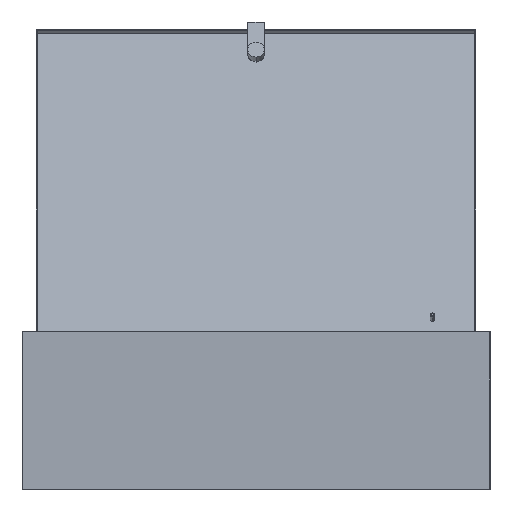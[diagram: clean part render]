
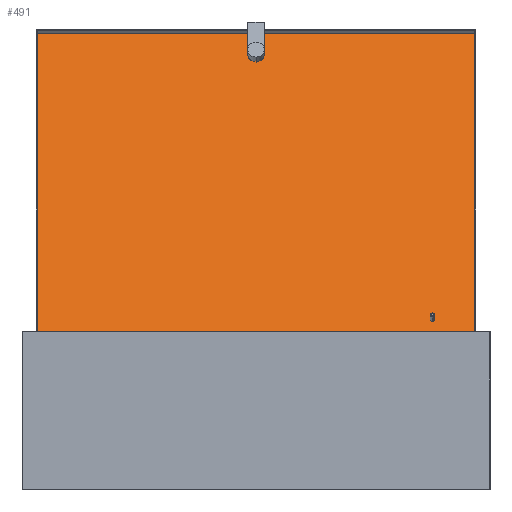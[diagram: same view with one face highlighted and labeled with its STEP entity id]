
A CAD part, left-side view. The second image highlights one B-rep face of the part: STEP entity #491.
In plain terms, the highlighted face is planar.
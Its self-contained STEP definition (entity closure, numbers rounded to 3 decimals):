
#69 = DIRECTION ( 'NONE',  ( 1., 0., 0. ) ) ;
#138 = CARTESIAN_POINT ( 'NONE',  ( 0., -304., -1. ) ) ;
#491 = ADVANCED_FACE ( 'NONE', ( #724, #1927, #5203 ), #4689, .F. ) ;
#499 = CIRCLE ( 'NONE', #2431, 11.5 ) ;
#508 = EDGE_CURVE ( 'NONE', #4811, #2491, #3369, .T. ) ;
#513 = CARTESIAN_POINT ( 'NONE',  ( -228.5, 304., -1. ) ) ;
#550 = CIRCLE ( 'NONE', #658, 11.5 ) ;
#580 = LINE ( 'NONE', #5061, #1625 ) ;
#624 = CARTESIAN_POINT ( 'NONE',  ( -228.5, -304., -1. ) ) ;
#636 = DIRECTION ( 'NONE',  ( 0., -1., 0. ) ) ;
#658 = AXIS2_PLACEMENT_3D ( 'NONE', #4916, #2147, #69 ) ;
#724 = FACE_BOUND ( 'NONE', #1234, .T. ) ;
#1000 = DIRECTION ( 'NONE',  ( 0., 1., 0. ) ) ;
#1140 = DIRECTION ( 'NONE',  ( 0., 0., 1. ) ) ;
#1153 = VERTEX_POINT ( 'NONE', #1748 ) ;
#1234 = EDGE_LOOP ( 'NONE', ( #4912, #3351 ) ) ;
#1298 = ORIENTED_EDGE ( 'NONE', *, *, #1940, .F. ) ;
#1573 = DIRECTION ( 'NONE',  ( 1., 0., 0. ) ) ;
#1589 = CARTESIAN_POINT ( 'NONE',  ( 191.5, -245., -1. ) ) ;
#1600 = DIRECTION ( 'NONE',  ( -1., 0., 0. ) ) ;
#1625 = VECTOR ( 'NONE', #1600, 1000. ) ;
#1716 = DIRECTION ( 'NONE',  ( 1., 0., 0. ) ) ;
#1748 = CARTESIAN_POINT ( 'NONE',  ( 228.5, 304., -1. ) ) ;
#1783 = VECTOR ( 'NONE', #636, 1000. ) ;
#1787 = VERTEX_POINT ( 'NONE', #1589 ) ;
#1794 = EDGE_CURVE ( 'NONE', #4222, #1153, #2621, .T. ) ;
#1796 = VERTEX_POINT ( 'NONE', #4717 ) ;
#1927 = FACE_OUTER_BOUND ( 'NONE', #4919, .T. ) ;
#1940 = EDGE_CURVE ( 'NONE', #1787, #2977, #3490, .T. ) ;
#2008 = AXIS2_PLACEMENT_3D ( 'NONE', #3921, #4570, #1716 ) ;
#2147 = DIRECTION ( 'NONE',  ( 0., 0., 1. ) ) ;
#2164 = ORIENTED_EDGE ( 'NONE', *, *, #3501, .F. ) ;
#2431 = AXIS2_PLACEMENT_3D ( 'NONE', #4870, #1140, #1573 ) ;
#2491 = VERTEX_POINT ( 'NONE', #624 ) ;
#2584 = ORIENTED_EDGE ( 'NONE', *, *, #508, .F. ) ;
#2621 = LINE ( 'NONE', #4967, #3266 ) ;
#2741 = EDGE_LOOP ( 'NONE', ( #2164, #1298 ) ) ;
#2765 = CARTESIAN_POINT ( 'NONE',  ( 0., 0., -1. ) ) ;
#2785 = CARTESIAN_POINT ( 'NONE',  ( 228.5, -304., -1. ) ) ;
#2794 = CARTESIAN_POINT ( 'NONE',  ( 194.5, -245., -1. ) ) ;
#2802 = LINE ( 'NONE', #138, #4906 ) ;
#2977 = VERTEX_POINT ( 'NONE', #4543 ) ;
#3074 = ORIENTED_EDGE ( 'NONE', *, *, #4489, .F. ) ;
#3201 = CARTESIAN_POINT ( 'NONE',  ( -228.5, 0., -1. ) ) ;
#3227 = AXIS2_PLACEMENT_3D ( 'NONE', #2794, #5140, #3567 ) ;
#3266 = VECTOR ( 'NONE', #1000, 1000. ) ;
#3302 = EDGE_CURVE ( 'NONE', #2491, #4222, #2802, .T. ) ;
#3342 = AXIS2_PLACEMENT_3D ( 'NONE', #2765, #4771, #3787 ) ;
#3351 = ORIENTED_EDGE ( 'NONE', *, *, #4140, .T. ) ;
#3369 = LINE ( 'NONE', #3201, #1783 ) ;
#3490 = CIRCLE ( 'NONE', #3227, 3. ) ;
#3501 = EDGE_CURVE ( 'NONE', #2977, #1787, #4956, .T. ) ;
#3537 = EDGE_CURVE ( 'NONE', #1796, #5227, #550, .T. ) ;
#3567 = DIRECTION ( 'NONE',  ( 1., 0., 0. ) ) ;
#3787 = DIRECTION ( 'NONE',  ( 1., 0., 0. ) ) ;
#3816 = DIRECTION ( 'NONE',  ( 1., 0., 0. ) ) ;
#3921 = CARTESIAN_POINT ( 'NONE',  ( 194.5, -245., -1. ) ) ;
#4063 = ORIENTED_EDGE ( 'NONE', *, *, #1794, .F. ) ;
#4140 = EDGE_CURVE ( 'NONE', #5227, #1796, #499, .T. ) ;
#4222 = VERTEX_POINT ( 'NONE', #2785 ) ;
#4455 = ORIENTED_EDGE ( 'NONE', *, *, #3302, .F. ) ;
#4489 = EDGE_CURVE ( 'NONE', #1153, #4811, #580, .T. ) ;
#4543 = CARTESIAN_POINT ( 'NONE',  ( 197.5, -245., -1. ) ) ;
#4570 = DIRECTION ( 'NONE',  ( 0., 0., -1. ) ) ;
#4689 = PLANE ( 'NONE',  #3342 ) ;
#4717 = CARTESIAN_POINT ( 'NONE',  ( -187., 0., -1. ) ) ;
#4771 = DIRECTION ( 'NONE',  ( 0., 0., 1. ) ) ;
#4811 = VERTEX_POINT ( 'NONE', #513 ) ;
#4870 = CARTESIAN_POINT ( 'NONE',  ( -198.5, 0., -1. ) ) ;
#4906 = VECTOR ( 'NONE', #3816, 1000. ) ;
#4912 = ORIENTED_EDGE ( 'NONE', *, *, #3537, .T. ) ;
#4916 = CARTESIAN_POINT ( 'NONE',  ( -198.5, 0., -1. ) ) ;
#4919 = EDGE_LOOP ( 'NONE', ( #2584, #3074, #4063, #4455 ) ) ;
#4935 = CARTESIAN_POINT ( 'NONE',  ( -210., 0., -1. ) ) ;
#4956 = CIRCLE ( 'NONE', #2008, 3. ) ;
#4967 = CARTESIAN_POINT ( 'NONE',  ( 228.5, 0., -1. ) ) ;
#5061 = CARTESIAN_POINT ( 'NONE',  ( 0., 304., -1. ) ) ;
#5140 = DIRECTION ( 'NONE',  ( 0., 0., -1. ) ) ;
#5203 = FACE_BOUND ( 'NONE', #2741, .T. ) ;
#5227 = VERTEX_POINT ( 'NONE', #4935 ) ;
